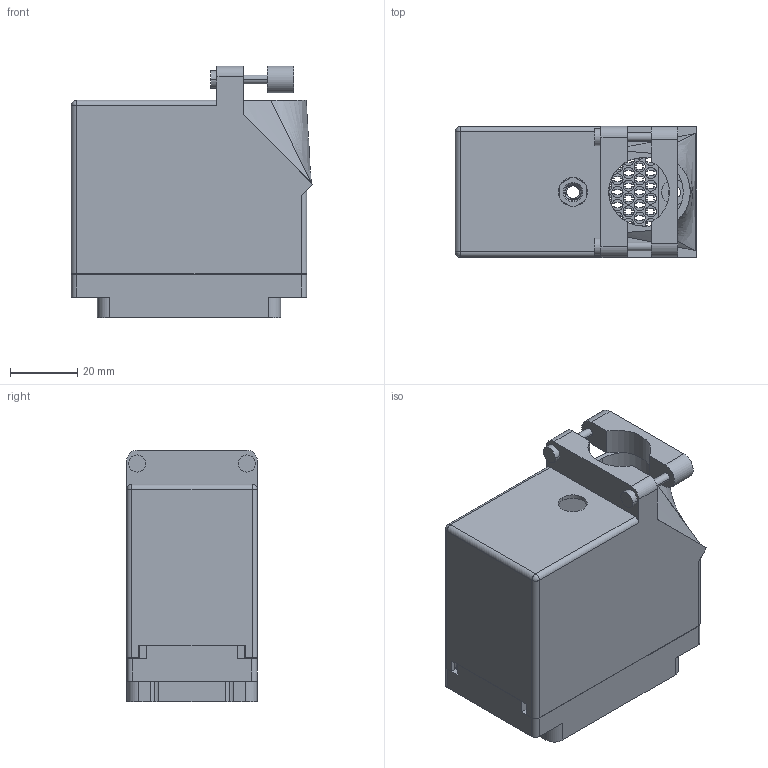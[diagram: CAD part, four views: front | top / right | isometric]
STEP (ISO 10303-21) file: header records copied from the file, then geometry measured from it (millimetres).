
FILE_DESCRIPTION (( 'STEP AP203' ), '1' );
FILE_NAME ('516-120-000-116.STEP', '2020-03-11T00:58:50', ( '' ), ( '' ), 'SwSTEP 2.0', 'SolidWorks 2016', '' );
FILE_SCHEMA (( 'CONFIG_CONTROL_DESIGN' ));
Length unit declared in the file: inch
Products named in the file (4): 516-230-001_Plastic - 120 Top Entry; 516 Plug Insulator_120; 516-252-095-100; 516-120-000-116
Assembly tree (3 placements, depth 2):
  516-120-000-116
    516 Plug Insulator_120
    516-230-001_Plastic - 120 Top Entry
    516-252-095-100
Bounding box: 71.77 x 38.86 x 74.75 mm (x, y, z)
Volume: 42357.7 mm3; surface area: 54923.6 mm2
Topology: 3 solids, 3 shells, 2500 faces, 7409 edges, 4933 vertices
Faces by surface type: plane 1847, cylinder 630, cone 12, bspline 9, sphere 2
Entity records: 86393 total; most frequent: CARTESIAN_POINT 16951, ORIENTED_EDGE 14814, DIRECTION 14087, EDGE_CURVE 7407, LINE 5617, VECTOR 5617, VERTEX_POINT 4933, AXIS2_PLACEMENT_3D 4235
